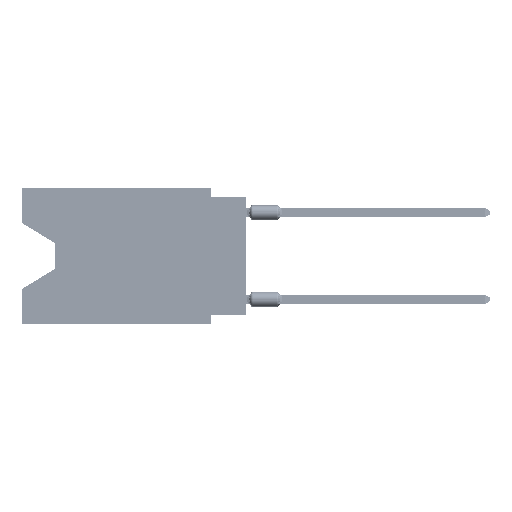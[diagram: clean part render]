
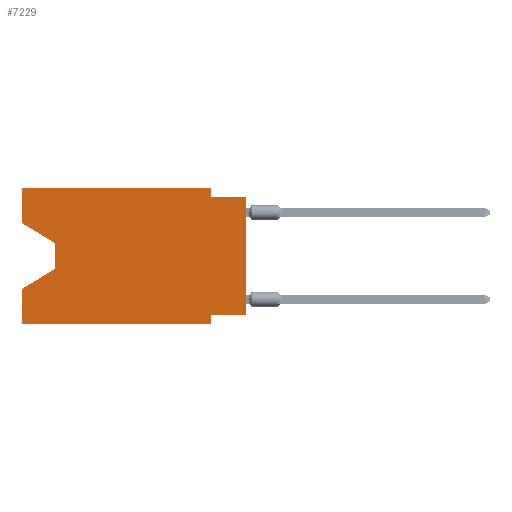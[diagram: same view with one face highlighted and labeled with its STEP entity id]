
A CAD part, left-side view. The second image highlights one B-rep face of the part: STEP entity #7229.
In plain terms, the highlighted planar face has unit normal (-1, 0, 0).
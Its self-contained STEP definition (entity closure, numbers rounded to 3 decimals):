
#2058 = CARTESIAN_POINT ( 'NONE',  ( 0., 0., -9.271 ) ) ;
#2246 = DIRECTION ( 'NONE',  ( 0., -1., 0. ) ) ;
#2599 = CARTESIAN_POINT ( 'NONE',  ( 0., 13.97, -4.013 ) ) ;
#3312 = EDGE_CURVE ( 'NONE', #39107, #37949, #25144, .T. ) ;
#4810 = LINE ( 'NONE', #58584, #68632 ) ;
#5023 = VECTOR ( 'NONE', #34177, 1000. ) ;
#5220 = EDGE_CURVE ( 'NONE', #57375, #58641, #29176, .T. ) ;
#6000 = EDGE_CURVE ( 'NONE', #61091, #58641, #28607, .T. ) ;
#7229 = ADVANCED_FACE ( 'NONE', ( #62943 ), #9518, .F. ) ;
#7268 = LINE ( 'NONE', #24008, #51659 ) ;
#8050 = VERTEX_POINT ( 'NONE', #2058 ) ;
#9518 = PLANE ( 'NONE',  #49729 ) ;
#11608 = VECTOR ( 'NONE', #45419, 1000. ) ;
#13091 = CARTESIAN_POINT ( 'NONE',  ( 0., 13.97, -4.013 ) ) ;
#13114 = DIRECTION ( 'NONE',  ( 0., -1., 0. ) ) ;
#13237 = VERTEX_POINT ( 'NONE', #46934 ) ;
#14367 = ORIENTED_EDGE ( 'NONE', *, *, #30525, .T. ) ;
#14778 = DIRECTION ( 'NONE',  ( 0., 0., -1. ) ) ;
#16423 = CARTESIAN_POINT ( 'NONE',  ( 0., 2.54, -0.635 ) ) ;
#17678 = EDGE_CURVE ( 'NONE', #52367, #21469, #63142, .T. ) ;
#18812 = ORIENTED_EDGE ( 'NONE', *, *, #6000, .F. ) ;
#19115 = DIRECTION ( 'NONE',  ( 0., -0.855, -0.519 ) ) ;
#19389 = CARTESIAN_POINT ( 'NONE',  ( 0., 0., -9.271 ) ) ;
#20519 = VERTEX_POINT ( 'NONE', #42053 ) ;
#20730 = CARTESIAN_POINT ( 'NONE',  ( 0., 2.54, 0. ) ) ;
#21469 = VERTEX_POINT ( 'NONE', #13091 ) ;
#22170 = ORIENTED_EDGE ( 'NONE', *, *, #5220, .T. ) ;
#22377 = VECTOR ( 'NONE', #14778, 1000. ) ;
#23521 = CARTESIAN_POINT ( 'NONE',  ( 0., 16.383, 0. ) ) ;
#24008 = CARTESIAN_POINT ( 'NONE',  ( 0., 0., 0. ) ) ;
#24735 = LINE ( 'NONE', #61076, #47809 ) ;
#24983 = LINE ( 'NONE', #19389, #68328 ) ;
#25144 = LINE ( 'NONE', #35952, #11608 ) ;
#25801 = VECTOR ( 'NONE', #39939, 1000. ) ;
#28607 = LINE ( 'NONE', #39766, #5023 ) ;
#29176 = LINE ( 'NONE', #35107, #41743 ) ;
#30436 = CARTESIAN_POINT ( 'NONE',  ( 0., 2.54, 0. ) ) ;
#30502 = LINE ( 'NONE', #20730, #22377 ) ;
#30525 = EDGE_CURVE ( 'NONE', #8050, #37949, #7268, .T. ) ;
#31674 = VECTOR ( 'NONE', #2246, 1000. ) ;
#33232 = EDGE_CURVE ( 'NONE', #52367, #13237, #4810, .T. ) ;
#34177 = DIRECTION ( 'NONE',  ( 0., 0., -1. ) ) ;
#34216 = DIRECTION ( 'NONE',  ( 0., 0.855, -0.519 ) ) ;
#34698 = CARTESIAN_POINT ( 'NONE',  ( 0., 16.383, -9.906 ) ) ;
#34978 = VERTEX_POINT ( 'NONE', #37826 ) ;
#35107 = CARTESIAN_POINT ( 'NONE',  ( 0., 16.383, -9.906 ) ) ;
#35869 = CARTESIAN_POINT ( 'NONE',  ( 0., 16.383, -2.546 ) ) ;
#35952 = CARTESIAN_POINT ( 'NONE',  ( 0., 0., -0.635 ) ) ;
#36549 = VERTEX_POINT ( 'NONE', #30436 ) ;
#37826 = CARTESIAN_POINT ( 'NONE',  ( 0., 13.97, -5.893 ) ) ;
#37949 = VERTEX_POINT ( 'NONE', #54802 ) ;
#38583 = LINE ( 'NONE', #2599, #25801 ) ;
#38905 = ORIENTED_EDGE ( 'NONE', *, *, #17678, .T. ) ;
#39107 = VERTEX_POINT ( 'NONE', #16423 ) ;
#39421 = DIRECTION ( 'NONE',  ( 0., 0., 1. ) ) ;
#39766 = CARTESIAN_POINT ( 'NONE',  ( 0., 2.54, -9.906 ) ) ;
#39939 = DIRECTION ( 'NONE',  ( 0., 0., -1. ) ) ;
#41365 = ORIENTED_EDGE ( 'NONE', *, *, #49222, .F. ) ;
#41366 = DIRECTION ( 'NONE',  ( 0., 1., 0. ) ) ;
#41573 = CARTESIAN_POINT ( 'NONE',  ( 0., 2.54, -9.271 ) ) ;
#41743 = VECTOR ( 'NONE', #13114, 1000. ) ;
#42053 = CARTESIAN_POINT ( 'NONE',  ( 0., 16.383, -7.36 ) ) ;
#44080 = ORIENTED_EDGE ( 'NONE', *, *, #56042, .T. ) ;
#44704 = CARTESIAN_POINT ( 'NONE',  ( 0., 13.97, -5.893 ) ) ;
#44808 = EDGE_CURVE ( 'NONE', #34978, #20519, #61110, .T. ) ;
#44904 = ORIENTED_EDGE ( 'NONE', *, *, #33232, .F. ) ;
#45419 = DIRECTION ( 'NONE',  ( 0., -1., 0. ) ) ;
#46053 = ORIENTED_EDGE ( 'NONE', *, *, #58923, .F. ) ;
#46571 = ORIENTED_EDGE ( 'NONE', *, *, #3312, .F. ) ;
#46664 = ORIENTED_EDGE ( 'NONE', *, *, #44808, .T. ) ;
#46934 = CARTESIAN_POINT ( 'NONE',  ( 0., 16.383, 0. ) ) ;
#47006 = EDGE_CURVE ( 'NONE', #57375, #20519, #24735, .T. ) ;
#47809 = VECTOR ( 'NONE', #39421, 1000. ) ;
#48868 = ORIENTED_EDGE ( 'NONE', *, *, #47006, .F. ) ;
#49222 = EDGE_CURVE ( 'NONE', #36549, #39107, #30502, .T. ) ;
#49729 = AXIS2_PLACEMENT_3D ( 'NONE', #68540, #63630, #52803 ) ;
#50192 = DIRECTION ( 'NONE',  ( 0., 0., 1. ) ) ;
#51659 = VECTOR ( 'NONE', #50192, 1000. ) ;
#52105 = VECTOR ( 'NONE', #34216, 1000. ) ;
#52293 = DIRECTION ( 'NONE',  ( 0., 0., 1. ) ) ;
#52367 = VERTEX_POINT ( 'NONE', #56962 ) ;
#52803 = DIRECTION ( 'NONE',  ( 0., 0., -1. ) ) ;
#54802 = CARTESIAN_POINT ( 'NONE',  ( 0., 0., -0.635 ) ) ;
#55709 = ORIENTED_EDGE ( 'NONE', *, *, #60498, .F. ) ;
#56042 = EDGE_CURVE ( 'NONE', #21469, #34978, #38583, .T. ) ;
#56962 = CARTESIAN_POINT ( 'NONE',  ( 0., 16.383, -2.546 ) ) ;
#57375 = VERTEX_POINT ( 'NONE', #34698 ) ;
#58584 = CARTESIAN_POINT ( 'NONE',  ( 0., 16.383, 0. ) ) ;
#58641 = VERTEX_POINT ( 'NONE', #58925 ) ;
#58923 = EDGE_CURVE ( 'NONE', #8050, #61091, #24983, .T. ) ;
#58925 = CARTESIAN_POINT ( 'NONE',  ( 0., 2.54, -9.906 ) ) ;
#60498 = EDGE_CURVE ( 'NONE', #13237, #36549, #65123, .T. ) ;
#61076 = CARTESIAN_POINT ( 'NONE',  ( 0., 16.383, 0. ) ) ;
#61091 = VERTEX_POINT ( 'NONE', #41573 ) ;
#61110 = LINE ( 'NONE', #44704, #52105 ) ;
#62943 = FACE_OUTER_BOUND ( 'NONE', #65937, .T. ) ;
#63142 = LINE ( 'NONE', #35869, #65260 ) ;
#63630 = DIRECTION ( 'NONE',  ( 1., 0., 0. ) ) ;
#65123 = LINE ( 'NONE', #23521, #31674 ) ;
#65260 = VECTOR ( 'NONE', #19115, 1000. ) ;
#65937 = EDGE_LOOP ( 'NONE', ( #38905, #44080, #46664, #48868, #22170, #18812, #46053, #14367, #46571, #41365, #55709, #44904 ) ) ;
#68328 = VECTOR ( 'NONE', #41366, 1000. ) ;
#68540 = CARTESIAN_POINT ( 'NONE',  ( 0., 16.383, 0. ) ) ;
#68632 = VECTOR ( 'NONE', #52293, 1000. ) ;
